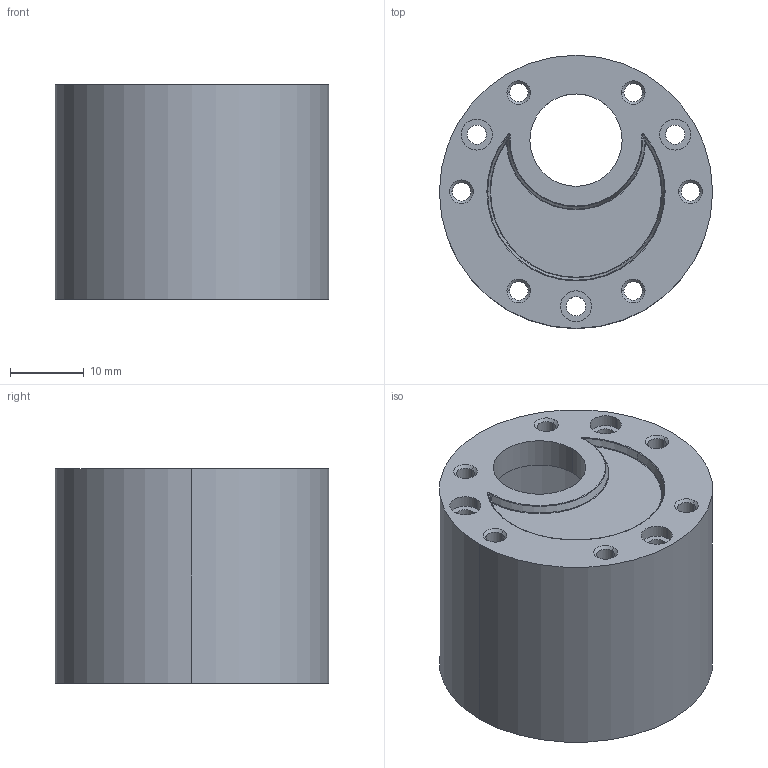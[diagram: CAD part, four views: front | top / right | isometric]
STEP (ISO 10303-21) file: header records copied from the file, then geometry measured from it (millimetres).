
FILE_DESCRIPTION (( 'STEP AP203' ), '1' );
FILE_NAME ('GEARED BODY- MOTOR- JGB37-520-1_Default_sldprt.STEP', '2022-09-20T08:33:18', ( '' ), ( '' ), 'SwSTEP 2.0', 'SolidWorks 2020', '' );
FILE_SCHEMA (( 'CONFIG_CONTROL_DESIGN' ));
Length unit declared in the file: millimetre
Products named in the file (1): GEARED BODY- MOTOR- JGB37-520-1_Default_sldprt
Bounding box: 37 x 37 x 29 mm (x, y, z)
Volume: 5616.4 mm3; surface area: 8479.1 mm2
Topology: 1 solids, 1 shells, 71 faces, 164 edges, 100 vertices
Faces by surface type: cylinder 30, cone 18, torus 10, plane 7, bspline 4, sphere 2
Entity records: 2299 total; most frequent: CARTESIAN_POINT 512, DIRECTION 398, ORIENTED_EDGE 328, AXIS2_PLACEMENT_3D 176, EDGE_CURVE 164, CIRCLE 108, VERTEX_POINT 100, EDGE_LOOP 96
